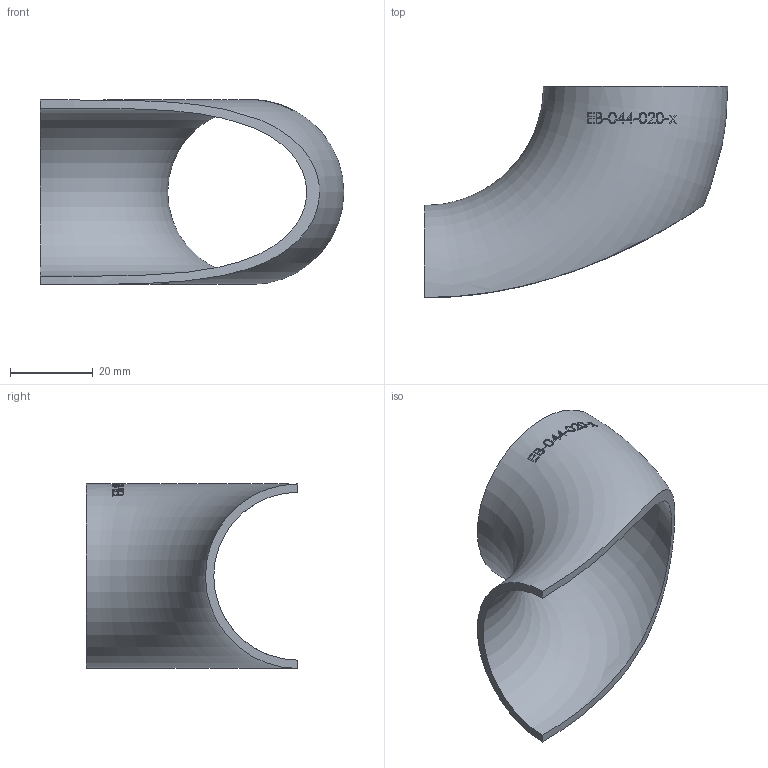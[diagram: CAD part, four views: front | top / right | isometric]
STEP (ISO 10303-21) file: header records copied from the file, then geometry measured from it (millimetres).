
FILE_DESCRIPTION (( 'STEP AP214' ), '1' );
FILE_NAME ('EB-044-020-x Einschweissbogen 1904.STEP', '2019-04-04T10:28:01', ( '' ), ( '' ), 'SwSTEP 2.0', 'SolidWorks 2016', '' );
FILE_SCHEMA (( 'AUTOMOTIVE_DESIGN' ));
Length unit declared in the file: millimetre
Products named in the file (1): EB-044-020-x Einschweissbogen 1904
Bounding box: 73.25 x 51 x 44.6 mm (x, y, z)
Volume: 13458.1 mm3; surface area: 14189.8 mm2
Topology: 1 solids, 1 shells, 144 faces, 373 edges, 249 vertices
Faces by surface type: plane 80, bspline 43, torus 21
Entity records: 8811 total; most frequent: CARTESIAN_POINT 4432, ORIENTED_EDGE 736, EDGE_CURVE 368, DIRECTION 334, VERTEX_POINT 246, B_SPLINE_CURVE_WITH_KNOTS 242, EDGE_LOOP 166, FACE_OUTER_BOUND 146
